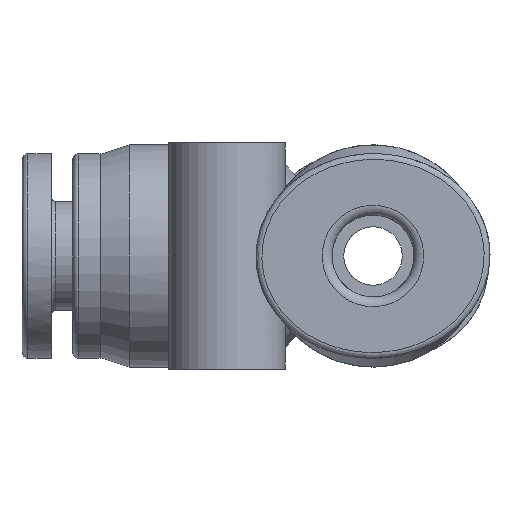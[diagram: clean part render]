
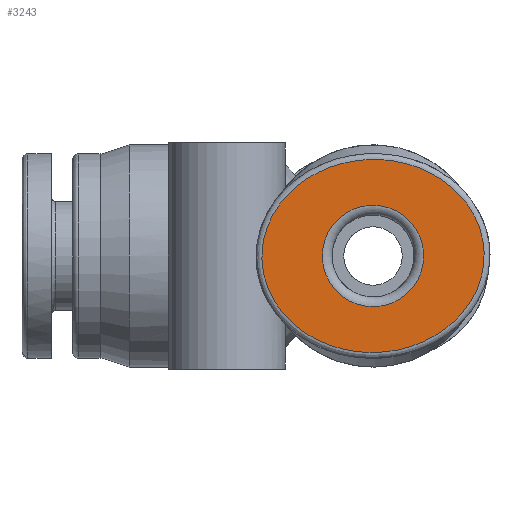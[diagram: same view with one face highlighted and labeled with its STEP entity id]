
A CAD part, left-side view. The second image highlights one B-rep face of the part: STEP entity #3243.
In plain terms, the highlighted face is planar.
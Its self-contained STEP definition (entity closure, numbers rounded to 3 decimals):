
#82 = CARTESIAN_POINT ( 'NONE',  ( 5.7, 0., 0. ) ) ;
#172 = CARTESIAN_POINT ( 'NONE',  ( 0.341, -4.95, 0. ) ) ;
#189 = CARTESIAN_POINT ( 'NONE',  ( 5.7, 0.354, 0. ) ) ;
#204 = CARTESIAN_POINT ( 'NONE',  ( 1.719, -4.729, 0. ) ) ;
#224 = CARTESIAN_POINT ( 'NONE',  ( -3.617, 3.839, 0. ) ) ;
#228 = FACE_BOUND ( 'NONE', #921, .T. ) ;
#243 = CARTESIAN_POINT ( 'NONE',  ( 0.707, 4.95, 0. ) ) ;
#263 = CARTESIAN_POINT ( 'NONE',  ( 4.848, -2.623, 0. ) ) ;
#466 = CARTESIAN_POINT ( 'NONE',  ( -1.729, -4.726, 0. ) ) ;
#482 = CARTESIAN_POINT ( 'NONE',  ( -3.315, -4.038, 0. ) ) ;
#501 = CARTESIAN_POINT ( 'NONE',  ( -5.7, -0.187, 0. ) ) ;
#518 = CARTESIAN_POINT ( 'NONE',  ( -1.389, 4.84, 0. ) ) ;
#534 = CARTESIAN_POINT ( 'NONE',  ( 1.392, 4.84, 0. ) ) ;
#551 = CIRCLE ( 'NONE', #1529, 2.6 ) ;
#552 = CARTESIAN_POINT ( 'NONE',  ( 5.363, -1.709, 0. ) ) ;
#627 = EDGE_CURVE ( 'NONE', #1250, #1250, #2769, .T. ) ;
#754 = VERTEX_POINT ( 'NONE', #2720 ) ;
#780 = CARTESIAN_POINT ( 'NONE',  ( 3.32, 4.035, 0. ) ) ;
#794 = CARTESIAN_POINT ( 'NONE',  ( 2.711, 4.365, 0. ) ) ;
#807 = CARTESIAN_POINT ( 'NONE',  ( 5.7, 0., 0. ) ) ;
#822 = CARTESIAN_POINT ( 'NONE',  ( -5.368, 1.699, 0. ) ) ;
#825 = PLANE ( 'NONE',  #1678 ) ;
#835 = CARTESIAN_POINT ( 'NONE',  ( -4.842, -2.631, 0. ) ) ;
#921 = EDGE_LOOP ( 'NONE', ( #2645 ) ) ;
#1058 = CARTESIAN_POINT ( 'NONE',  ( -5.493, 1.365, 0. ) ) ;
#1076 = CARTESIAN_POINT ( 'NONE',  ( -4.399, -3.164, 0. ) ) ;
#1090 = CARTESIAN_POINT ( 'NONE',  ( 5.488, 1.38, 0. ) ) ;
#1106 = CARTESIAN_POINT ( 'NONE',  ( -5.611, -0.886, 0. ) ) ;
#1125 = CARTESIAN_POINT ( 'NONE',  ( -3.611, -3.843, 0. ) ) ;
#1246 = CARTESIAN_POINT ( 'NONE',  ( 5.7, -0.354, 0. ) ) ;
#1250 = VERTEX_POINT ( 'NONE', #3551 ) ;
#1305 = DIRECTION ( 'NONE',  ( 0., 0., -1. ) ) ;
#1346 = CARTESIAN_POINT ( 'NONE',  ( 1.381, -4.812, 0. ) ) ;
#1366 = CARTESIAN_POINT ( 'NONE',  ( 3.607, -3.846, 0. ) ) ;
#1382 = CARTESIAN_POINT ( 'NONE',  ( -4.409, 3.154, 0. ) ) ;
#1398 = CARTESIAN_POINT ( 'NONE',  ( -5.659, 0.688, 0. ) ) ;
#1415 = CARTESIAN_POINT ( 'NONE',  ( 3.61, 3.844, 0. ) ) ;
#1433 = CARTESIAN_POINT ( 'NONE',  ( 4.403, -3.16, 0. ) ) ;
#1529 = AXIS2_PLACEMENT_3D ( 'NONE', #1613, #1305, #3365 ) ;
#1613 = CARTESIAN_POINT ( 'NONE',  ( 0., 0., 0. ) ) ;
#1650 = CARTESIAN_POINT ( 'NONE',  ( -0.699, -4.922, 0. ) ) ;
#1667 = CARTESIAN_POINT ( 'NONE',  ( -5.04, -2.335, 0. ) ) ;
#1678 = AXIS2_PLACEMENT_3D ( 'NONE', #1704, #2593, #2878 ) ;
#1685 = CARTESIAN_POINT ( 'NONE',  ( 2.391, 4.504, 0. ) ) ;
#1700 = CARTESIAN_POINT ( 'NONE',  ( 4.399, 3.151, 0. ) ) ;
#1704 = CARTESIAN_POINT ( 'NONE',  ( -6., 0., 0. ) ) ;
#1719 = CARTESIAN_POINT ( 'NONE',  ( 5.488, -1.381, 0. ) ) ;
#1943 = CARTESIAN_POINT ( 'NONE',  ( -2.389, 4.505, 0. ) ) ;
#1958 = CARTESIAN_POINT ( 'NONE',  ( -5.644, -0.712, 0. ) ) ;
#1978 = CARTESIAN_POINT ( 'NONE',  ( 5.656, 0.705, 0. ) ) ;
#1992 = CARTESIAN_POINT ( 'NONE',  ( -5.36, -1.717, 0. ) ) ;
#2006 = CARTESIAN_POINT ( 'NONE',  ( -5.688, -0.363, 0. ) ) ;
#2053 = CARTESIAN_POINT ( 'NONE',  ( 5.657, -0.699, 0. ) ) ;
#2226 = CARTESIAN_POINT ( 'NONE',  ( 2.38, -4.508, 0. ) ) ;
#2243 = CARTESIAN_POINT ( 'NONE',  ( 4.517, 3.023, 0. ) ) ;
#2257 = CARTESIAN_POINT ( 'NONE',  ( 0.694, -4.923, 0. ) ) ;
#2258 = ORIENTED_EDGE ( 'NONE', *, *, #627, .T. ) ;
#2279 = FACE_OUTER_BOUND ( 'NONE', #3494, .T. ) ;
#2294 = CARTESIAN_POINT ( 'NONE',  ( -5.484, -1.394, 0. ) ) ;
#2540 = CARTESIAN_POINT ( 'NONE',  ( -4.16, 3.398, 0. ) ) ;
#2554 = CARTESIAN_POINT ( 'NONE',  ( -4.856, 2.613, 0. ) ) ;
#2571 = CARTESIAN_POINT ( 'NONE',  ( -5.701, 0.342, 0. ) ) ;
#2593 = DIRECTION ( 'NONE',  ( 0., 0., -1. ) ) ;
#2645 = ORIENTED_EDGE ( 'NONE', *, *, #2962, .T. ) ;
#2720 = CARTESIAN_POINT ( 'NONE',  ( 0., 2.6, 0. ) ) ;
#2769 = B_SPLINE_CURVE_WITH_KNOTS ( 'NONE', 3,
 ( #807, #189, #1978, #1090, #3400, #3694, #3134, #2243, #1700, #3387, #3121, #1415, #780, #794, #1685, #534, #243, #3418, #518, #1943, #3089, #2838, #224, #2540, #1382, #2554, #2855, #822, #1058, #1398, #2571, #501, #2006, #1958, #1106, #2294, #1992, #1667, #835, #1076, #3710, #1125, #482, #3102, #3433, #466, #3678, #1650, #2822, #172, #2257, #1346, #204, #2226, #3643, #2808, #1366, #2872, #1433, #263, #3146, #552, #1719, #2053, #1246, #82 ),
 .UNSPECIFIED., .T., .F.,
 ( 4, 2, 2, 2, 2, 2, 2, 2, 2, 2, 2, 2, 2, 2, 2, 2, 2, 2, 2, 2, 2, 2, 2, 2, 2, 2, 2, 2, 2, 2, 2, 2, 4 ),
 ( 0., 0.001, 0.002, 0.003, 0.004, 0.004, 0.005, 0.006, 0.008, 0.011, 0.012, 0.013, 0.014, 0.015, 0.016, 0.017, 0.017, 0.018, 0.019, 0.02, 0.021, 0.022, 0.023, 0.024, 0.025, 0.027, 0.028, 0.029, 0.03, 0.031, 0.032, 0.033, 0.034 ),
 .UNSPECIFIED. ) ;
#2808 = CARTESIAN_POINT ( 'NONE',  ( 3.317, -4.037, 0. ) ) ;
#2822 = CARTESIAN_POINT ( 'NONE',  ( -0.354, -4.95, 0. ) ) ;
#2838 = CARTESIAN_POINT ( 'NONE',  ( -3.322, 4.034, 0. ) ) ;
#2855 = CARTESIAN_POINT ( 'NONE',  ( -5.05, 2.319, 0. ) ) ;
#2872 = CARTESIAN_POINT ( 'NONE',  ( 4.154, -3.404, 0. ) ) ;
#2878 = DIRECTION ( 'NONE',  ( 0., 1., 0. ) ) ;
#2962 = EDGE_CURVE ( 'NONE', #754, #754, #551, .T. ) ;
#3089 = CARTESIAN_POINT ( 'NONE',  ( -2.709, 4.366, 0. ) ) ;
#3102 = CARTESIAN_POINT ( 'NONE',  ( -2.705, -4.368, 0. ) ) ;
#3121 = CARTESIAN_POINT ( 'NONE',  ( 4.019, 3.513, 0. ) ) ;
#3134 = CARTESIAN_POINT ( 'NONE',  ( 4.848, 2.623, 0. ) ) ;
#3146 = CARTESIAN_POINT ( 'NONE',  ( 5.045, -2.328, 0. ) ) ;
#3243 = ADVANCED_FACE ( 'NONE', ( #2279, #228 ), #825, .F. ) ;
#3365 = DIRECTION ( 'NONE',  ( 0., 1., 0. ) ) ;
#3387 = CARTESIAN_POINT ( 'NONE',  ( 4.151, 3.395, 0. ) ) ;
#3400 = CARTESIAN_POINT ( 'NONE',  ( 5.364, 1.708, 0. ) ) ;
#3418 = CARTESIAN_POINT ( 'NONE',  ( -0.7, 4.95, 0. ) ) ;
#3433 = CARTESIAN_POINT ( 'NONE',  ( -2.388, -4.505, 0. ) ) ;
#3494 = EDGE_LOOP ( 'NONE', ( #2258 ) ) ;
#3551 = CARTESIAN_POINT ( 'NONE',  ( 5.7, 0., 0. ) ) ;
#3643 = CARTESIAN_POINT ( 'NONE',  ( 2.704, -4.368, 0. ) ) ;
#3678 = CARTESIAN_POINT ( 'NONE',  ( -1.386, -4.811, 0. ) ) ;
#3694 = CARTESIAN_POINT ( 'NONE',  ( 5.041, 2.335, 0. ) ) ;
#3710 = CARTESIAN_POINT ( 'NONE',  ( -4.152, -3.405, 0. ) ) ;
